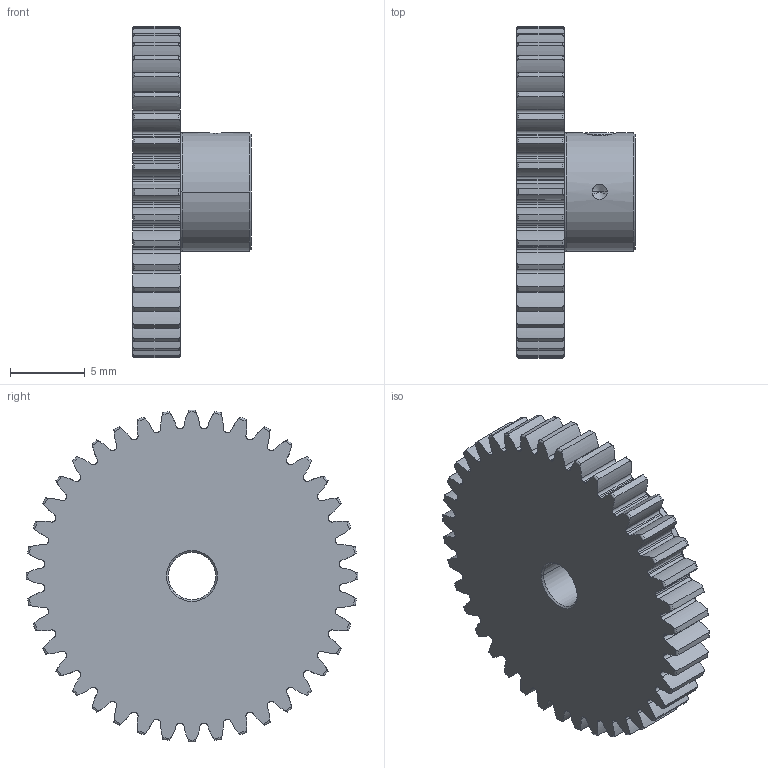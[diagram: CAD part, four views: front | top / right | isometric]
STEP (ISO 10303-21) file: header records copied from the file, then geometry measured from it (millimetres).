
FILE_DESCRIPTION((''),'2;1');
FILE_NAME('62312','2013-02-11T',('carefree'),(''),'PRO/ENGINEER BY PARAMETRIC TECHNOLOGY CORPORATION, 2005030','PRO/ENGINEER BY PARAMETRIC TECHNOLOGY CORPORATION, 2005030','');
FILE_SCHEMA(('CONFIG_CONTROL_DESIGN'));
Length unit declared in the file: inch
Products named in the file (1): 62312
Bounding box: 7.92 x 22.22 x 22.22 mm (x, y, z)
Volume: 1276.7 mm3; surface area: 1326.3 mm2
Topology: 2 solids, 2 shells, 366 faces, 1059 edges, 697 vertices
Faces by surface type: cylinder 172, torus 82, extrusion 80, plane 18, cone 12, bspline 2
Entity records: 15323 total; most frequent: CARTESIAN_POINT 5896, ORIENTED_EDGE 2114, DIRECTION 1807, EDGE_CURVE 1057, AXIS2_PLACEMENT_3D 716, VERTEX_POINT 697, CIRCLE 432, B_SPLINE_CURVE_WITH_KNOTS 410
